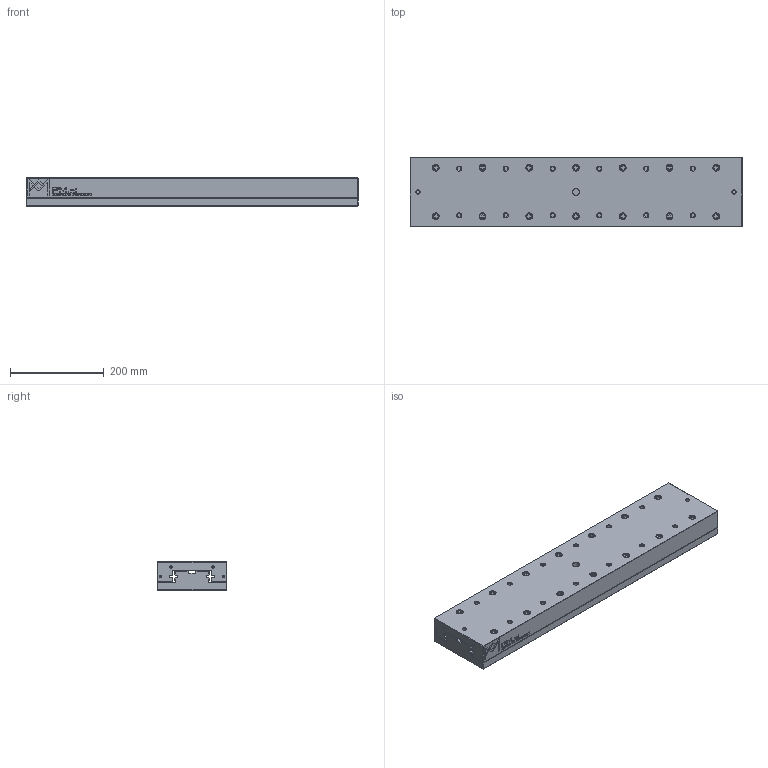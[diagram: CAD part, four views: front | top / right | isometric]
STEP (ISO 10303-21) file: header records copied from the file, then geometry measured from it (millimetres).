
FILE_DESCRIPTION(/* description */ (''),/* implementation_level */ '2;1');
FILE_NAME(/* name */ 'RTA-9700.stp',/* time_stamp */ '2024-09-19T12:23:24+02:00',/* author */ (''),/* organization */ (''),/* preprocessor_version */ 'ST-DEVELOPER v16.7',/* originating_system */ 'SIEMENS PLM Software NX 12.0',/* authorisation */ '');
FILE_SCHEMA (('AUTOMOTIVE_DESIGN { 1 0 10303 214 3 1 1 1 }'));
Length unit declared in the file: millimetre
Products named in the file (1): RTA-9700_stp
Bounding box: 710 x 148.4 x 60 mm (x, y, z)
Volume: 5949762.2 mm3; surface area: 654355.1 mm2
Topology: 2 solids, 2 shells, 1275 faces, 3081 edges, 1996 vertices
Faces by surface type: plane 862, bspline 180, cone 123, cylinder 110
Full cylindrical faces by diameter (mm): 4 x8, 8 x21, 9 x10, 13 x28, 14 x37
Entity records: 40347 total; most frequent: CARTESIAN_POINT 8556, ORIENTED_EDGE 5650, DIRECTION 4992, EDGE_CURVE 2825, LINE 2130, VECTOR 2130, VERTEX_POINT 1971, EDGE_LOOP 1706
